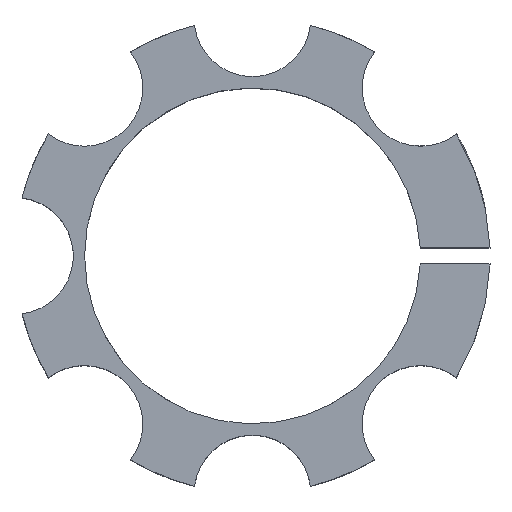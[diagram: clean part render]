
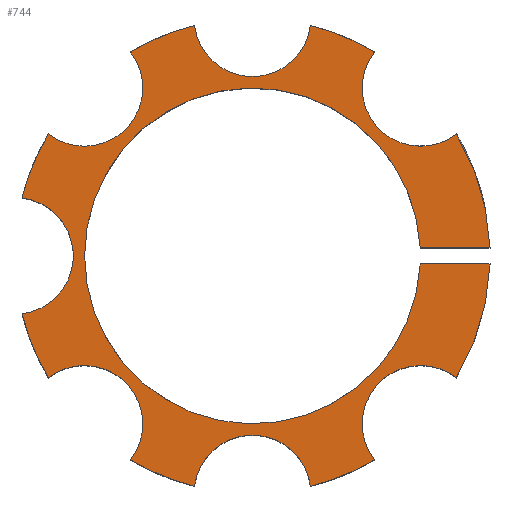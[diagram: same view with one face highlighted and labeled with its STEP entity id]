
A CAD part, top view. The second image highlights one B-rep face of the part: STEP entity #744.
In plain terms, the highlighted planar face has unit normal (0, 0, 1).
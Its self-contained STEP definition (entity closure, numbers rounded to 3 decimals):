
#47=PLANE('',#829);
#68=FACE_OUTER_BOUND('',#113,.T.);
#113=EDGE_LOOP('',(#585,#586,#587,#588,#589,#590,#591,#592,#593,#594,#595,
#596,#597,#598,#599,#600,#601,#602));
#168=CIRCLE('',#779,11.);
#186=CIRCLE('',#800,44.768);
#187=CIRCLE('',#802,11.);
#188=CIRCLE('',#804,44.768);
#189=CIRCLE('',#806,11.);
#190=CIRCLE('',#808,44.768);
#191=CIRCLE('',#810,11.);
#192=CIRCLE('',#812,44.768);
#193=CIRCLE('',#814,11.);
#194=CIRCLE('',#816,44.768);
#195=CIRCLE('',#818,11.);
#196=CIRCLE('',#820,44.768);
#197=CIRCLE('',#822,11.);
#198=CIRCLE('',#824,44.768);
#199=CIRCLE('',#826,44.768);
#201=CIRCLE('',#830,31.623);
#233=LINE('',#1481,#273);
#234=LINE('',#1487,#274);
#273=VECTOR('',#983,13.155);
#274=VECTOR('',#990,13.155);
#292=VERTEX_POINT('',#1068);
#294=VERTEX_POINT('',#1071);
#316=VERTEX_POINT('',#1177);
#317=VERTEX_POINT('',#1181);
#318=VERTEX_POINT('',#1183);
#319=VERTEX_POINT('',#1187);
#320=VERTEX_POINT('',#1191);
#321=VERTEX_POINT('',#1193);
#324=VERTEX_POINT('',#1240);
#325=VERTEX_POINT('',#1242);
#328=VERTEX_POINT('',#1289);
#329=VERTEX_POINT('',#1291);
#332=VERTEX_POINT('',#1338);
#333=VERTEX_POINT('',#1340);
#336=VERTEX_POINT('',#1387);
#337=VERTEX_POINT('',#1389);
#342=VERTEX_POINT('',#1479);
#344=VERTEX_POINT('',#1485);
#369=EDGE_CURVE('',#294,#292,#168,.T.);
#395=EDGE_CURVE('',#316,#294,#186,.T.);
#398=EDGE_CURVE('',#318,#317,#187,.T.);
#401=EDGE_CURVE('',#317,#319,#188,.T.);
#403=EDGE_CURVE('',#321,#320,#189,.T.);
#405=EDGE_CURVE('',#320,#318,#190,.T.);
#409=EDGE_CURVE('',#325,#324,#191,.T.);
#411=EDGE_CURVE('',#324,#321,#192,.T.);
#415=EDGE_CURVE('',#329,#328,#193,.T.);
#417=EDGE_CURVE('',#328,#325,#194,.T.);
#421=EDGE_CURVE('',#333,#332,#195,.T.);
#423=EDGE_CURVE('',#332,#329,#196,.T.);
#427=EDGE_CURVE('',#337,#336,#197,.T.);
#429=EDGE_CURVE('',#336,#333,#198,.T.);
#432=EDGE_CURVE('',#292,#337,#199,.T.);
#436=EDGE_CURVE('',#342,#319,#233,.T.);
#438=EDGE_CURVE('',#344,#342,#201,.T.);
#439=EDGE_CURVE('',#316,#344,#234,.T.);
#585=ORIENTED_EDGE('',*,*,#369,.T.);
#586=ORIENTED_EDGE('',*,*,#432,.T.);
#587=ORIENTED_EDGE('',*,*,#427,.T.);
#588=ORIENTED_EDGE('',*,*,#429,.T.);
#589=ORIENTED_EDGE('',*,*,#421,.T.);
#590=ORIENTED_EDGE('',*,*,#423,.T.);
#591=ORIENTED_EDGE('',*,*,#415,.T.);
#592=ORIENTED_EDGE('',*,*,#417,.T.);
#593=ORIENTED_EDGE('',*,*,#409,.T.);
#594=ORIENTED_EDGE('',*,*,#411,.T.);
#595=ORIENTED_EDGE('',*,*,#403,.T.);
#596=ORIENTED_EDGE('',*,*,#405,.T.);
#597=ORIENTED_EDGE('',*,*,#398,.T.);
#598=ORIENTED_EDGE('',*,*,#401,.T.);
#599=ORIENTED_EDGE('',*,*,#436,.F.);
#600=ORIENTED_EDGE('',*,*,#438,.F.);
#601=ORIENTED_EDGE('',*,*,#439,.F.);
#602=ORIENTED_EDGE('',*,*,#395,.T.);
#744=ADVANCED_FACE('',(#68),#47,.T.);
#779=AXIS2_PLACEMENT_3D('',#1072,#865,#866);
#800=AXIS2_PLACEMENT_3D('',#1178,#912,#913);
#802=AXIS2_PLACEMENT_3D('',#1184,#918,#919);
#804=AXIS2_PLACEMENT_3D('',#1189,#924,#925);
#806=AXIS2_PLACEMENT_3D('',#1194,#929,#930);
#808=AXIS2_PLACEMENT_3D('',#1197,#934,#935);
#810=AXIS2_PLACEMENT_3D('',#1243,#939,#940);
#812=AXIS2_PLACEMENT_3D('',#1246,#944,#945);
#814=AXIS2_PLACEMENT_3D('',#1292,#949,#950);
#816=AXIS2_PLACEMENT_3D('',#1295,#954,#955);
#818=AXIS2_PLACEMENT_3D('',#1341,#959,#960);
#820=AXIS2_PLACEMENT_3D('',#1344,#964,#965);
#822=AXIS2_PLACEMENT_3D('',#1390,#969,#970);
#824=AXIS2_PLACEMENT_3D('',#1393,#974,#975);
#826=AXIS2_PLACEMENT_3D('',#1436,#978,#979);
#829=AXIS2_PLACEMENT_3D('',#1484,#986,#987);
#830=AXIS2_PLACEMENT_3D('',#1486,#988,#989);
#865=DIRECTION('center_axis',(0.,0.,-1.));
#866=DIRECTION('ref_axis',(0.,1.,0.));
#912=DIRECTION('center_axis',(0.,0.,1.));
#913=DIRECTION('ref_axis',(1.,0.,0.));
#918=DIRECTION('center_axis',(0.,0.,-1.));
#919=DIRECTION('ref_axis',(0.,1.,0.));
#924=DIRECTION('center_axis',(0.,0.,1.));
#925=DIRECTION('ref_axis',(1.,0.,0.));
#929=DIRECTION('center_axis',(0.,0.,-1.));
#930=DIRECTION('ref_axis',(0.,1.,0.));
#934=DIRECTION('center_axis',(0.,0.,1.));
#935=DIRECTION('ref_axis',(1.,0.,0.));
#939=DIRECTION('center_axis',(0.,0.,-1.));
#940=DIRECTION('ref_axis',(0.,1.,0.));
#944=DIRECTION('center_axis',(0.,0.,1.));
#945=DIRECTION('ref_axis',(1.,0.,0.));
#949=DIRECTION('center_axis',(0.,0.,-1.));
#950=DIRECTION('ref_axis',(0.,1.,0.));
#954=DIRECTION('center_axis',(0.,0.,1.));
#955=DIRECTION('ref_axis',(1.,0.,0.));
#959=DIRECTION('center_axis',(0.,0.,-1.));
#960=DIRECTION('ref_axis',(0.,1.,0.));
#964=DIRECTION('center_axis',(0.,0.,1.));
#965=DIRECTION('ref_axis',(1.,0.,0.));
#969=DIRECTION('center_axis',(0.,0.,-1.));
#970=DIRECTION('ref_axis',(0.,1.,0.));
#974=DIRECTION('center_axis',(0.,0.,1.));
#975=DIRECTION('ref_axis',(1.,0.,0.));
#978=DIRECTION('center_axis',(0.,0.,1.));
#979=DIRECTION('ref_axis',(1.,0.,0.));
#983=DIRECTION('',(1.,0.,0.));
#986=DIRECTION('center_axis',(0.,0.,1.));
#987=DIRECTION('ref_axis',(1.,0.,0.));
#988=DIRECTION('center_axis',(0.,0.,1.));
#989=DIRECTION('ref_axis',(1.,0.,0.));
#990=DIRECTION('',(-1.,0.,0.));
#1068=CARTESIAN_POINT('',(22.981,38.419,25.4));
#1071=CARTESIAN_POINT('',(38.419,22.981,25.4));
#1072=CARTESIAN_POINT('Origin',(31.655,31.655,25.4));
#1177=CARTESIAN_POINT('',(44.742,1.524,25.4));
#1178=CARTESIAN_POINT('Origin',(0.,0.,25.4));
#1181=CARTESIAN_POINT('',(38.419,-22.981,25.4));
#1183=CARTESIAN_POINT('',(22.981,-38.419,25.4));
#1184=CARTESIAN_POINT('Origin',(31.655,-31.655,25.4));
#1187=CARTESIAN_POINT('',(44.742,-1.524,25.4));
#1189=CARTESIAN_POINT('Origin',(0.,0.,25.4));
#1191=CARTESIAN_POINT('',(10.917,-43.416,25.4));
#1193=CARTESIAN_POINT('',(-10.917,-43.416,25.4));
#1194=CARTESIAN_POINT('Origin',(0.,-44.768,25.4));
#1197=CARTESIAN_POINT('Origin',(0.,0.,25.4));
#1240=CARTESIAN_POINT('',(-22.981,-38.419,25.4));
#1242=CARTESIAN_POINT('',(-38.419,-22.981,25.4));
#1243=CARTESIAN_POINT('Origin',(-31.655,-31.655,25.4));
#1246=CARTESIAN_POINT('Origin',(0.,0.,25.4));
#1289=CARTESIAN_POINT('',(-43.416,-10.917,25.4));
#1291=CARTESIAN_POINT('',(-43.416,10.917,25.4));
#1292=CARTESIAN_POINT('Origin',(-44.768,0.,25.4));
#1295=CARTESIAN_POINT('Origin',(0.,0.,25.4));
#1338=CARTESIAN_POINT('',(-38.419,22.981,25.4));
#1340=CARTESIAN_POINT('',(-22.981,38.419,25.4));
#1341=CARTESIAN_POINT('Origin',(-31.655,31.655,25.4));
#1344=CARTESIAN_POINT('Origin',(0.,0.,25.4));
#1387=CARTESIAN_POINT('',(-10.917,43.416,25.4));
#1389=CARTESIAN_POINT('',(10.917,43.416,25.4));
#1390=CARTESIAN_POINT('Origin',(0.,44.768,25.4));
#1393=CARTESIAN_POINT('Origin',(0.,0.,25.4));
#1436=CARTESIAN_POINT('Origin',(0.,0.,25.4));
#1479=CARTESIAN_POINT('',(31.586,-1.524,25.4));
#1481=CARTESIAN_POINT('',(31.586,-1.524,25.4));
#1484=CARTESIAN_POINT('Origin',(0.,0.,25.4));
#1485=CARTESIAN_POINT('',(31.586,1.524,25.4));
#1486=CARTESIAN_POINT('Origin',(0.,0.,25.4));
#1487=CARTESIAN_POINT('',(44.742,1.524,25.4));
